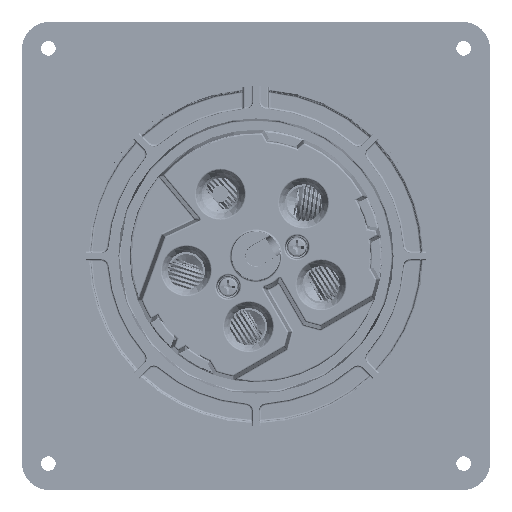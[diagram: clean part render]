
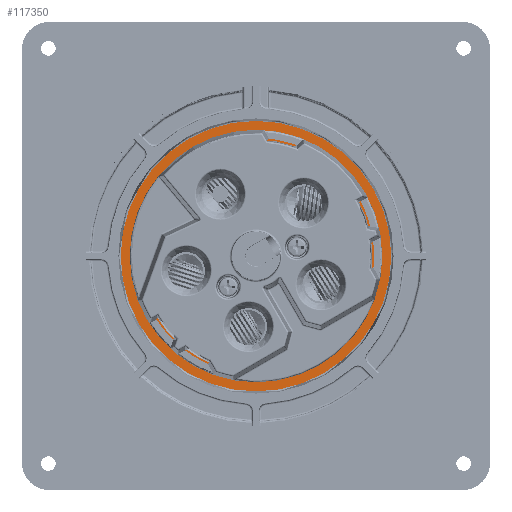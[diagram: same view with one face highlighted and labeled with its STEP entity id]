
A CAD part, top view. The second image highlights one B-rep face of the part: STEP entity #117350.
In plain terms, the highlighted planar face has unit normal (0, 0, 1).
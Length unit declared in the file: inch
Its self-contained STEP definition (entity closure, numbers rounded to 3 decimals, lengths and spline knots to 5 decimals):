
#5823 = EDGE_CURVE ( 'NONE', #150303, #105287, #180551, .T. ) ;
#20979 = EDGE_LOOP ( 'NONE', ( #211576, #187340 ) ) ;
#81789 = DIRECTION ( 'NONE',  ( 0., 0., -1. ) ) ;
#105287 = VERTEX_POINT ( 'NONE', #142736 ) ;
#111103 = CARTESIAN_POINT ( 'NONE',  ( 0., 0., 1.16428 ) ) ;
#115011 = CARTESIAN_POINT ( 'NONE',  ( 0., 0., 1.16428 ) ) ;
#117350 = ADVANCED_FACE ( 'NONE', ( #172917, #301491 ), #332141, .F. ) ;
#117523 = CARTESIAN_POINT ( 'NONE',  ( -1.58983, 0., 1.16428 ) ) ;
#125630 = EDGE_LOOP ( 'NONE', ( #325684, #192928 ) ) ;
#137046 = CARTESIAN_POINT ( 'NONE',  ( 0., 0., 1.16428 ) ) ;
#141011 = AXIS2_PLACEMENT_3D ( 'NONE', #137046, #231102, #325042 ) ;
#141087 = VERTEX_POINT ( 'NONE', #198913 ) ;
#142736 = CARTESIAN_POINT ( 'NONE',  ( 1.58983, 0., 1.16428 ) ) ;
#150303 = VERTEX_POINT ( 'NONE', #117523 ) ;
#161820 = CARTESIAN_POINT ( 'NONE',  ( 0., 0., 1.16428 ) ) ;
#168309 = AXIS2_PLACEMENT_3D ( 'NONE', #115011, #180415, #247703 ) ;
#170297 = AXIS2_PLACEMENT_3D ( 'NONE', #161820, #313025, #290432 ) ;
#172917 = FACE_BOUND ( 'NONE', #20979, .T. ) ;
#175595 = VERTEX_POINT ( 'NONE', #258727 ) ;
#177965 = DIRECTION ( 'NONE',  ( 1., 0., 0. ) ) ;
#180160 = CIRCLE ( 'NONE', #199661, 1.58983 ) ;
#180415 = DIRECTION ( 'NONE',  ( 0., 0., -1. ) ) ;
#180551 = CIRCLE ( 'NONE', #141011, 1.58983 ) ;
#187340 = ORIENTED_EDGE ( 'NONE', *, *, #401087, .T. ) ;
#192928 = ORIENTED_EDGE ( 'NONE', *, *, #5823, .T. ) ;
#198913 = CARTESIAN_POINT ( 'NONE',  ( -1.36948, 0., 1.16428 ) ) ;
#199661 = AXIS2_PLACEMENT_3D ( 'NONE', #111103, #243879, #391052 ) ;
#200541 = CARTESIAN_POINT ( 'NONE',  ( 0., 0., 1.16428 ) ) ;
#211576 = ORIENTED_EDGE ( 'NONE', *, *, #348867, .T. ) ;
#231102 = DIRECTION ( 'NONE',  ( 0., 0., 1. ) ) ;
#233381 = CIRCLE ( 'NONE', #168309, 1.36948 ) ;
#243879 = DIRECTION ( 'NONE',  ( 0., 0., 1. ) ) ;
#247703 = DIRECTION ( 'NONE',  ( 1., 0., 0. ) ) ;
#258727 = CARTESIAN_POINT ( 'NONE',  ( 1.36948, 0., 1.16428 ) ) ;
#290432 = DIRECTION ( 'NONE',  ( 1., 0., 0. ) ) ;
#301491 = FACE_OUTER_BOUND ( 'NONE', #125630, .T. ) ;
#313025 = DIRECTION ( 'NONE',  ( 0., 0., -1. ) ) ;
#314172 = AXIS2_PLACEMENT_3D ( 'NONE', #200541, #81789, #177965 ) ;
#325042 = DIRECTION ( 'NONE',  ( 1., 0., 0. ) ) ;
#325684 = ORIENTED_EDGE ( 'NONE', *, *, #329568, .T. ) ;
#329568 = EDGE_CURVE ( 'NONE', #105287, #150303, #180160, .T. ) ;
#332141 = PLANE ( 'NONE',  #170297 ) ;
#346834 = CIRCLE ( 'NONE', #314172, 1.36948 ) ;
#348867 = EDGE_CURVE ( 'NONE', #175595, #141087, #346834, .T. ) ;
#391052 = DIRECTION ( 'NONE',  ( 1., 0., 0. ) ) ;
#401087 = EDGE_CURVE ( 'NONE', #141087, #175595, #233381, .T. ) ;
